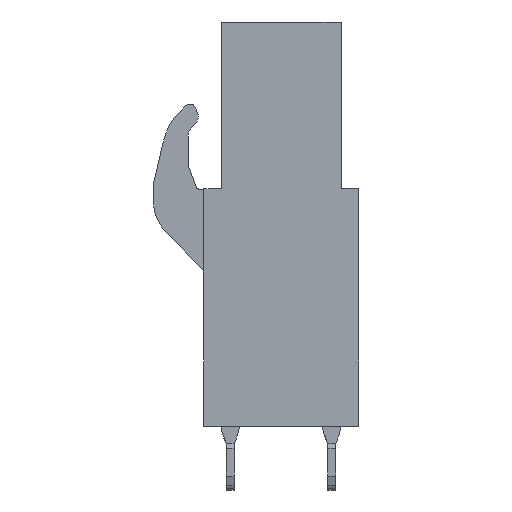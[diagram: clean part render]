
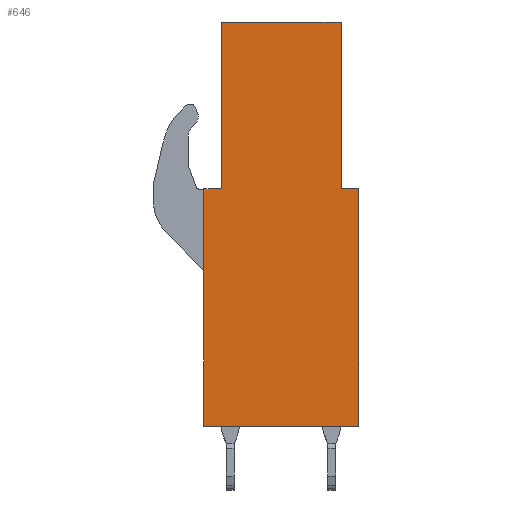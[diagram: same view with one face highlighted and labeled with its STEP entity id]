
A CAD part, left-side view. The second image highlights one B-rep face of the part: STEP entity #646.
In plain terms, the highlighted planar face has unit normal (-1, 0, 0).
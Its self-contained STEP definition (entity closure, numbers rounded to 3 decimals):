
#596=AXIS2_PLACEMENT_3D('Plane Axis2P3D',#593,#594,#595) ;
#36=CARTESIAN_POINT('Line Origine',(0.,3.875,23.45)) ;
#40=CARTESIAN_POINT('Vertex',(0.,0.875,23.45)) ;
#42=CARTESIAN_POINT('Vertex',(0.,6.875,23.45)) ;
#503=CARTESIAN_POINT('Vertex',(0.,7.75,3.2)) ;
#506=CARTESIAN_POINT('Line Origine',(0.,7.75,9.15)) ;
#510=CARTESIAN_POINT('Vertex',(0.,7.75,15.1)) ;
#593=CARTESIAN_POINT('Axis2P3D Location',(0.,0.,0.)) ;
#598=CARTESIAN_POINT('Line Origine',(0.,3.875,3.2)) ;
#602=CARTESIAN_POINT('Vertex',(0.,0.,3.2)) ;
#605=CARTESIAN_POINT('Line Origine',(0.,0.,9.15)) ;
#609=CARTESIAN_POINT('Vertex',(0.,0.,15.1)) ;
#612=CARTESIAN_POINT('Line Origine',(0.,0.438,15.1)) ;
#616=CARTESIAN_POINT('Vertex',(0.,0.875,15.1)) ;
#619=CARTESIAN_POINT('Line Origine',(0.,0.875,19.275)) ;
#624=CARTESIAN_POINT('Line Origine',(0.,6.875,19.275)) ;
#628=CARTESIAN_POINT('Vertex',(0.,6.875,15.1)) ;
#631=CARTESIAN_POINT('Line Origine',(0.,7.313,15.1)) ;
#37=DIRECTION('Vector Direction',(0.,1.,0.)) ;
#507=DIRECTION('Vector Direction',(0.,0.,1.)) ;
#594=DIRECTION('Axis2P3D Direction',(1.,0.,0.)) ;
#595=DIRECTION('Axis2P3D XDirection',(0.,1.,0.)) ;
#599=DIRECTION('Vector Direction',(0.,1.,0.)) ;
#606=DIRECTION('Vector Direction',(0.,0.,1.)) ;
#613=DIRECTION('Vector Direction',(0.,1.,0.)) ;
#620=DIRECTION('Vector Direction',(0.,0.,1.)) ;
#625=DIRECTION('Vector Direction',(0.,0.,1.)) ;
#632=DIRECTION('Vector Direction',(0.,-1.,0.)) ;
#38=VECTOR('Line Direction',#37,1.) ;
#508=VECTOR('Line Direction',#507,1.) ;
#600=VECTOR('Line Direction',#599,1.) ;
#607=VECTOR('Line Direction',#606,1.) ;
#614=VECTOR('Line Direction',#613,1.) ;
#621=VECTOR('Line Direction',#620,1.) ;
#626=VECTOR('Line Direction',#625,1.) ;
#633=VECTOR('Line Direction',#632,1.) ;
#637=ORIENTED_EDGE('',*,*,#512,.F.) ;
#638=ORIENTED_EDGE('',*,*,#604,.F.) ;
#639=ORIENTED_EDGE('',*,*,#611,.T.) ;
#640=ORIENTED_EDGE('',*,*,#618,.F.) ;
#641=ORIENTED_EDGE('',*,*,#623,.F.) ;
#642=ORIENTED_EDGE('',*,*,#44,.T.) ;
#643=ORIENTED_EDGE('',*,*,#630,.F.) ;
#644=ORIENTED_EDGE('',*,*,#635,.F.) ;
#646=ADVANCED_FACE('BLL 5.08/23/180 3.2 SN OR 1649000000',(#645),#597,.F.) ;
#44=EDGE_CURVE('',#41,#43,#39,.T.) ;
#512=EDGE_CURVE('',#504,#511,#509,.T.) ;
#604=EDGE_CURVE('',#603,#504,#601,.T.) ;
#611=EDGE_CURVE('',#603,#610,#608,.T.) ;
#618=EDGE_CURVE('',#617,#610,#615,.F.) ;
#623=EDGE_CURVE('',#41,#617,#622,.F.) ;
#630=EDGE_CURVE('',#629,#43,#627,.T.) ;
#635=EDGE_CURVE('',#511,#629,#634,.T.) ;
#636=EDGE_LOOP('',(#637,#638,#639,#640,#641,#642,#643,#644)) ;
#645=FACE_OUTER_BOUND('',#636,.T.) ;
#39=LINE('Line',#36,#38) ;
#509=LINE('Line',#506,#508) ;
#601=LINE('Line',#598,#600) ;
#608=LINE('Line',#605,#607) ;
#615=LINE('Line',#612,#614) ;
#622=LINE('Line',#619,#621) ;
#627=LINE('Line',#624,#626) ;
#634=LINE('Line',#631,#633) ;
#597=PLANE('',#596) ;
#41=VERTEX_POINT('',#40) ;
#43=VERTEX_POINT('',#42) ;
#504=VERTEX_POINT('',#503) ;
#511=VERTEX_POINT('',#510) ;
#603=VERTEX_POINT('',#602) ;
#610=VERTEX_POINT('',#609) ;
#617=VERTEX_POINT('',#616) ;
#629=VERTEX_POINT('',#628) ;
